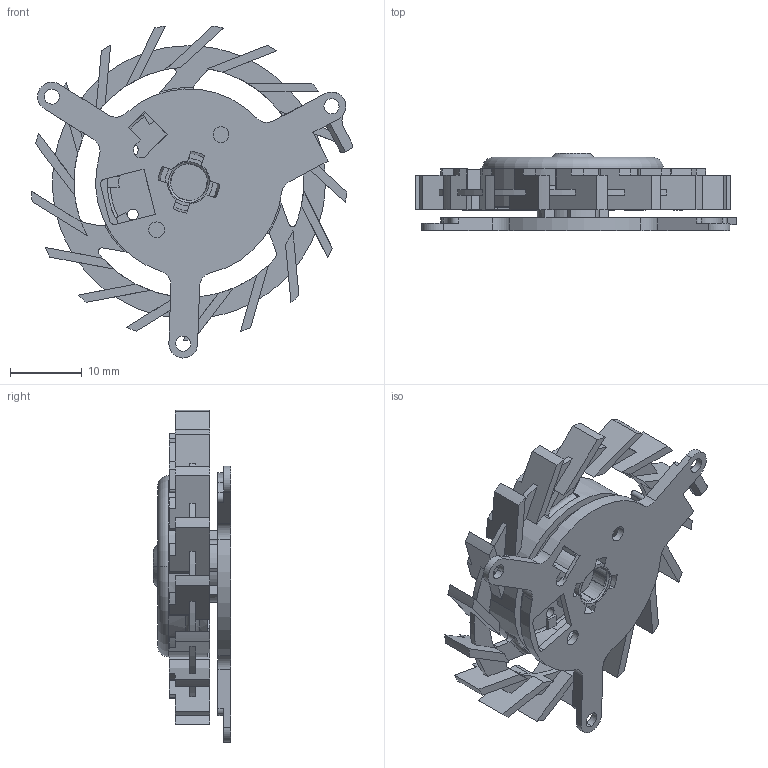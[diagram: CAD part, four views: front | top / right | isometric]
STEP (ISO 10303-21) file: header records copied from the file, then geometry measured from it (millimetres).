
FILE_DESCRIPTION((''),'2;1');
FILE_NAME('BFB04512HHAF0C-V0_ASM','2019-01-30T',('ALLEN.HAN'),(''),'PRO/ENGINEER BY PARAMETRIC TECHNOLOGY CORPORATION, 2009360','PRO/ENGINEER BY PARAMETRIC TECHNOLOGY CORPORATION, 2009360','');
FILE_SCHEMA(('CONFIG_CONTROL_DESIGN'));
Length unit declared in the file: millimetre
Products named in the file (3): CU01-PILLOW-V0; CU01-IMP-V0-1; BFB04512HHAF0C-V0_ASM
Assembly tree (2 placements, depth 2):
  BFB04512HHAF0C-V0_ASM
    CU01-PILLOW-V0
    CU01-IMP-V0-1
Bounding box: 44.79 x 10.8 x 46.24 mm (x, y, z)
Volume: 3253.6 mm3; surface area: 6639 mm2
Topology: 2 solids, 2 shells, 534 faces, 1576 edges, 1044 vertices
Faces by surface type: plane 290, cylinder 193, torus 28, cone 23
Entity records: 18556 total; most frequent: CARTESIAN_POINT 3785, ORIENTED_EDGE 3152, DIRECTION 3129, EDGE_CURVE 1576, AXIS2_PLACEMENT_3D 1111, VERTEX_POINT 1044, VECTOR 907, LINE 907
